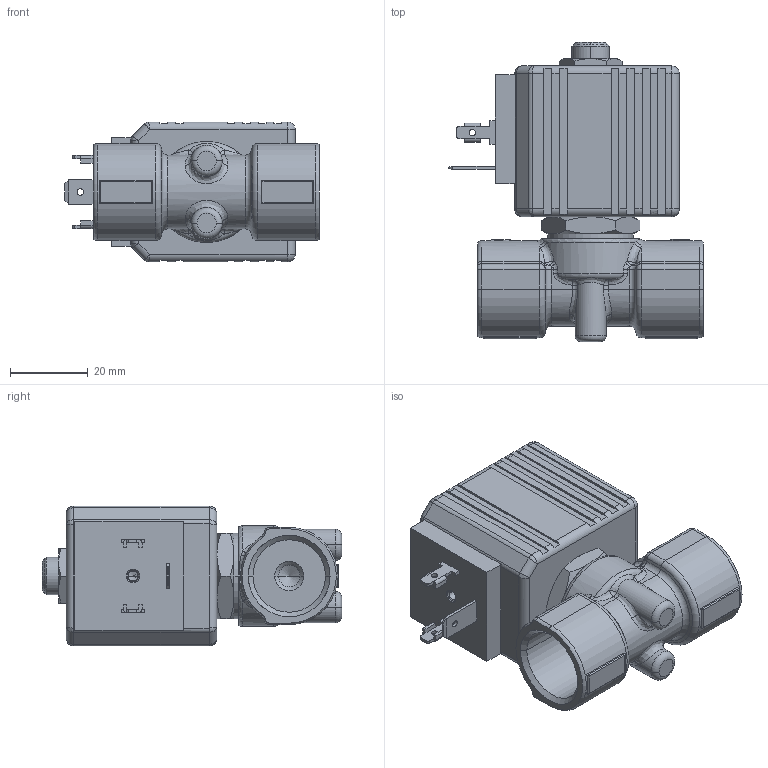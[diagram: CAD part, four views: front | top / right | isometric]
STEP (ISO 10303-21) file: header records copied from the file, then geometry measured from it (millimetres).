
FILE_DESCRIPTION((''),'2;1');
FILE_NAME('21A8K_55__UXXX_ASM','2018-01-19T14:49:39',('lindovino'),('O.D.E.'),'CREO PARAMETRIC BY PTC INC, 2017110','CREO PARAMETRIC BY PTC INC, 2017110','');
FILE_SCHEMA(('CONFIG_CONTROL_DESIGN','SHAPE_APPEARANCE_LAYERS_GROUPS'));
Length unit declared in the file: millimetre
Products named in the file (12): 452927_F_ING_AF0; 4500A8_ING_ASM; 450130_ING; 450649_ING_AF0; 450650_ING_ASM; 450606_ING_ASM; 452571_AF1; 450146; 21A8K_55_ING_ASM; BOBINA_SERIE_UD; BOBINA_SERIE_UD_ING_ASM; 21A8K_55__UXXX_ASM
Assembly tree (11 placements, depth 5):
  21A8K_55__UXXX_ASM
    21A8K_55_ING_ASM
      4500A8_ING_ASM
        452927_F_ING_AF0
      450606_ING_ASM
        450130_ING
        450650_ING_ASM
          450649_ING_AF0
      452571_AF1
      450146
    BOBINA_SERIE_UD_ING_ASM
      BOBINA_SERIE_UD
Bounding box: 65.5 x 77 x 36 mm (x, y, z)
Volume: 83546.7 mm3; surface area: 26911.7 mm2
Topology: 6 solids, 12 shells, 560 faces, 1309 edges, 786 vertices
Faces by surface type: plane 232, cylinder 149, cone 67, bspline 60, torus 32, sphere 20
Entity records: 25083 total; most frequent: CARTESIAN_POINT 7224, DIRECTION 2654, ORIENTED_EDGE 2580, PRESENTATION_STYLE_ASSIGNMENT 1392, EDGE_CURVE 1303, STYLED_ITEM 1299, CURVE_STYLE 1289, AXIS2_PLACEMENT_3D 1024
